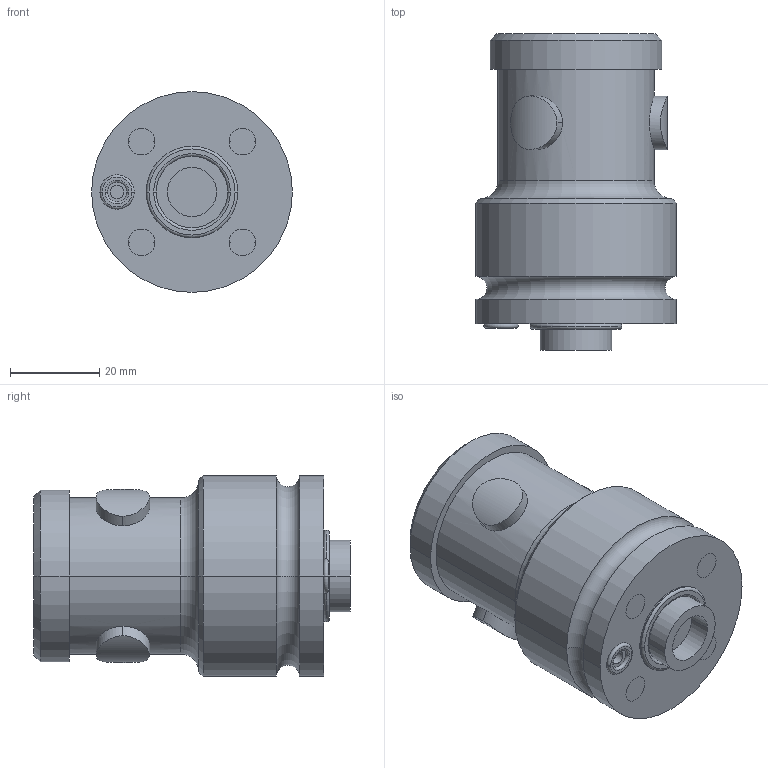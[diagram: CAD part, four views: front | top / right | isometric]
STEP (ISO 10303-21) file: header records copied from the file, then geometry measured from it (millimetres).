
FILE_DESCRIPTION((''),'2;1');
FILE_NAME('ILCM41582141','2020-05-07T',('jweaver'),(''),'PRO/ENGINEER BY PARAMETRIC TECHNOLOGY CORPORATION, 2013320','PRO/ENGINEER BY PARAMETRIC TECHNOLOGY CORPORATION, 2013320','');
FILE_SCHEMA(('AUTOMOTIVE_DESIGN { 1 0 10303 214 1 1 1 1 }'));
Length unit declared in the file: millimetre
Products named in the file (1): ILCM41582141
Bounding box: 45 x 71 x 45 mm (x, y, z)
Volume: 81350.1 mm3; surface area: 14634.8 mm2
Topology: 1 solids, 6 shells, 97 faces, 201 edges, 120 vertices
Faces by surface type: cylinder 43, cone 20, plane 18, torus 16
Entity records: 3738 total; most frequent: CARTESIAN_POINT 620, DIRECTION 497, ORIENTED_EDGE 378, PRESENTATION_STYLE_ASSIGNMENT 219, AXIS2_PLACEMENT_3D 218, STYLED_ITEM 198, CURVE_STYLE 193, EDGE_CURVE 193
